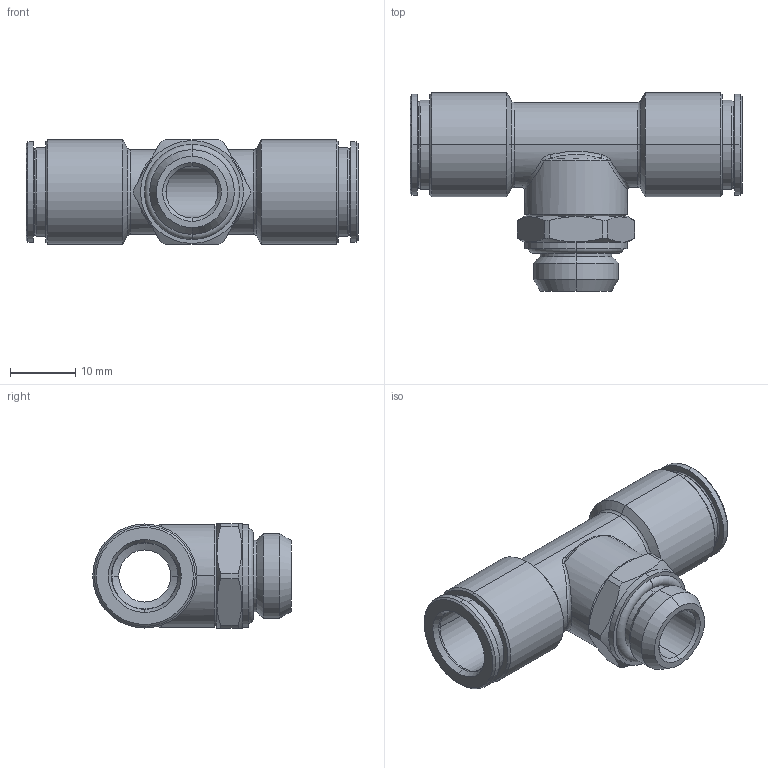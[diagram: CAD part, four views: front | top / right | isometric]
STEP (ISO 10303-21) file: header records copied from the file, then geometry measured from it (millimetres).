
FILE_DESCRIPTION (( 'STEP AP203' ), '1' );
FILE_NAME ('X0110052.STEP', '2016-12-07T10:30:30', ( '' ), ( '' ), 'SwSTEP 2.0', 'SolidWorks 2015', '' );
FILE_SCHEMA (( 'CONFIG_CONTROL_DESIGN' ));
Length unit declared in the file: millimetre
Products named in the file (1): X0110052
Bounding box: 51.02 x 30.5 x 16 mm (x, y, z)
Volume: 6967.8 mm3; surface area: 5688.1 mm2
Topology: 1 solids, 1 shells, 115 faces, 260 edges, 154 vertices
Faces by surface type: cylinder 37, cone 34, torus 20, plane 16, bspline 8
Entity records: 3957 total; most frequent: CARTESIAN_POINT 1290, DIRECTION 588, ORIENTED_EDGE 520, EDGE_CURVE 260, AXIS2_PLACEMENT_3D 256, VERTEX_POINT 154, CIRCLE 148, EDGE_LOOP 126
